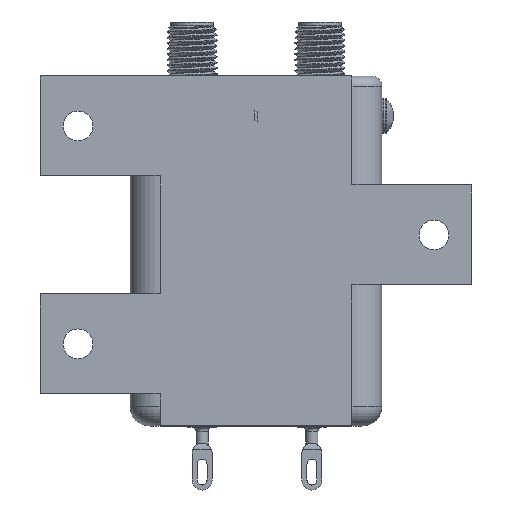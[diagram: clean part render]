
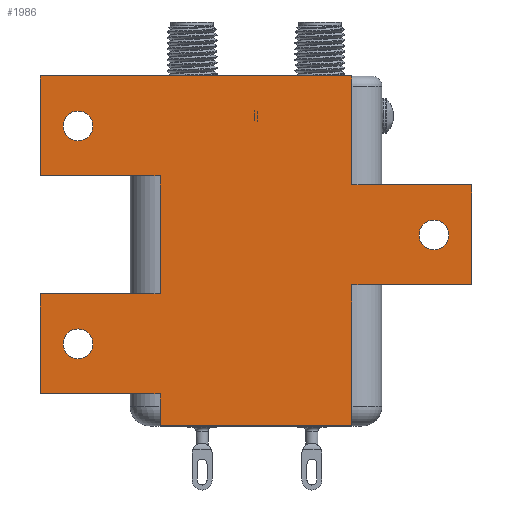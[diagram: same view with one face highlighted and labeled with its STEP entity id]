
A CAD part, front view. The second image highlights one B-rep face of the part: STEP entity #1986.
In plain terms, the highlighted planar face has unit normal (0, -1, 0).
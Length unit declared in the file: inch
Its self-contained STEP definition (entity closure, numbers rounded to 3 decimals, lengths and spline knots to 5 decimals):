
#179 = VERTEX_POINT ( 'NONE', #49477 ) ;
#477 = ORIENTED_EDGE ( 'NONE', *, *, #20052, .T. ) ;
#571 = EDGE_CURVE ( 'NONE', #31357, #19053, #12280, .T. ) ;
#838 = AXIS2_PLACEMENT_3D ( 'NONE', #10345, #11453, #28356 ) ;
#1986 = ADVANCED_FACE ( 'NONE', ( #45475, #24485, #7315, #2885 ), #37748, .T. ) ;
#2885 = FACE_BOUND ( 'NONE', #34769, .T. ) ;
#4268 = ORIENTED_EDGE ( 'NONE', *, *, #18679, .T. ) ;
#4558 = EDGE_CURVE ( 'NONE', #19053, #15933, #37184, .T. ) ;
#4642 = EDGE_CURVE ( 'NONE', #20996, #20996, #11052, .T. ) ;
#4771 = CARTESIAN_POINT ( 'NONE',  ( -0.89, -0.69, -1.34 ) ) ;
#5525 = DIRECTION ( 'NONE',  ( 0., -1., 0. ) ) ;
#5845 = DIRECTION ( 'NONE',  ( 0., 0., -1. ) ) ;
#6187 = LINE ( 'NONE', #48225, #22286 ) ;
#6535 = CARTESIAN_POINT ( 'NONE',  ( 0.48, -0.69, -0.545 ) ) ;
#6767 = ORIENTED_EDGE ( 'NONE', *, *, #4642, .F. ) ;
#7315 = FACE_BOUND ( 'NONE', #32736, .T. ) ;
#7824 = DIRECTION ( 'NONE',  ( 0., 0., -1. ) ) ;
#7838 = CARTESIAN_POINT ( 'NONE',  ( -1.08, -0.69, -1.59 ) ) ;
#7920 = ORIENTED_EDGE ( 'NONE', *, *, #18433, .T. ) ;
#9155 = DIRECTION ( 'NONE',  ( 0., 0., -1. ) ) ;
#10173 = ORIENTED_EDGE ( 'NONE', *, *, #38373, .T. ) ;
#10345 = CARTESIAN_POINT ( 'NONE',  ( 0.89, -0.69, -0.795 ) ) ;
#11052 = CIRCLE ( 'NONE', #18108, 0.0745 ) ;
#11184 = CIRCLE ( 'NONE', #28047, 0.0745 ) ;
#11453 = DIRECTION ( 'NONE',  ( 0., 1., 0. ) ) ;
#11553 = EDGE_CURVE ( 'NONE', #16836, #16836, #11184, .T. ) ;
#11633 = VERTEX_POINT ( 'NONE', #25657 ) ;
#11983 = DIRECTION ( 'NONE',  ( 1., 0., 0. ) ) ;
#12280 = LINE ( 'NONE', #7838, #42272 ) ;
#12296 = DIRECTION ( 'NONE',  ( 0., -1., 0. ) ) ;
#12393 = CARTESIAN_POINT ( 'NONE',  ( 1.08, -0.69, -0.545 ) ) ;
#12500 = CARTESIAN_POINT ( 'NONE',  ( -0.48, -0.69, 0. ) ) ;
#13923 = CARTESIAN_POINT ( 'NONE',  ( -0.48, -0.69, -1.75 ) ) ;
#15533 = AXIS2_PLACEMENT_3D ( 'NONE', #20051, #12296, #28920 ) ;
#15882 = CARTESIAN_POINT ( 'NONE',  ( 1.08, -0.69, -0.545 ) ) ;
#15933 = VERTEX_POINT ( 'NONE', #13923 ) ;
#16001 = CARTESIAN_POINT ( 'NONE',  ( 0.48, -0.69, -1.045 ) ) ;
#16262 = VERTEX_POINT ( 'NONE', #22453 ) ;
#16836 = VERTEX_POINT ( 'NONE', #21286 ) ;
#17773 = EDGE_LOOP ( 'NONE', ( #10173, #49591, #31506, #32399, #45485, #7920, #34286, #53926, #18932, #18782, #24458, #21780, #477, #42368 ) ) ;
#18108 = AXIS2_PLACEMENT_3D ( 'NONE', #4771, #18609, #5845 ) ;
#18433 = EDGE_CURVE ( 'NONE', #15933, #47758, #39145, .T. ) ;
#18609 = DIRECTION ( 'NONE',  ( 0., -1., 0. ) ) ;
#18679 = EDGE_CURVE ( 'NONE', #47499, #47499, #24712, .T. ) ;
#18782 = ORIENTED_EDGE ( 'NONE', *, *, #54520, .F. ) ;
#18932 = ORIENTED_EDGE ( 'NONE', *, *, #54575, .F. ) ;
#19053 = VERTEX_POINT ( 'NONE', #45589 ) ;
#19186 = DIRECTION ( 'NONE',  ( 1., 0., 0. ) ) ;
#19717 = LINE ( 'NONE', #37145, #32471 ) ;
#20051 = CARTESIAN_POINT ( 'NONE',  ( 0., -0.69, 0. ) ) ;
#20052 = EDGE_CURVE ( 'NONE', #38256, #52037, #33525, .T. ) ;
#20234 = VECTOR ( 'NONE', #38882, 39.37008 ) ;
#20538 = CARTESIAN_POINT ( 'NONE',  ( -1.08, -0.69, 0. ) ) ;
#20589 = CARTESIAN_POINT ( 'NONE',  ( 1.08, -0.69, -0.545 ) ) ;
#20729 = DIRECTION ( 'NONE',  ( 0., 0., -1. ) ) ;
#20996 = VERTEX_POINT ( 'NONE', #42816 ) ;
#21006 = LINE ( 'NONE', #37863, #47688 ) ;
#21286 = CARTESIAN_POINT ( 'NONE',  ( -0.89, -0.69, -0.3245 ) ) ;
#21780 = ORIENTED_EDGE ( 'NONE', *, *, #43722, .T. ) ;
#22286 = VECTOR ( 'NONE', #23104, 39.37008 ) ;
#22453 = CARTESIAN_POINT ( 'NONE',  ( -0.48, -0.69, -0.5 ) ) ;
#22713 = CARTESIAN_POINT ( 'NONE',  ( -0.89, -0.69, -0.25 ) ) ;
#22823 = EDGE_CURVE ( 'NONE', #53938, #11633, #6187, .T. ) ;
#23104 = DIRECTION ( 'NONE',  ( 0., 0., 1. ) ) ;
#23183 = CARTESIAN_POINT ( 'NONE',  ( 0.89, -0.69, -0.8695 ) ) ;
#24458 = ORIENTED_EDGE ( 'NONE', *, *, #22823, .T. ) ;
#24485 = FACE_BOUND ( 'NONE', #27519, .T. ) ;
#24663 = LINE ( 'NONE', #53128, #35505 ) ;
#24712 = CIRCLE ( 'NONE', #838, 0.0745 ) ;
#25512 = DIRECTION ( 'NONE',  ( 0., 0., -1. ) ) ;
#25657 = CARTESIAN_POINT ( 'NONE',  ( 0.48, -0.69, 0. ) ) ;
#26641 = VECTOR ( 'NONE', #11983, 39.37008 ) ;
#27519 = EDGE_LOOP ( 'NONE', ( #6767 ) ) ;
#27589 = VERTEX_POINT ( 'NONE', #52960 ) ;
#28047 = AXIS2_PLACEMENT_3D ( 'NONE', #22713, #5525, #39553 ) ;
#28356 = DIRECTION ( 'NONE',  ( 0., 0., -1. ) ) ;
#28385 = DIRECTION ( 'NONE',  ( -1., 0., 0. ) ) ;
#28920 = DIRECTION ( 'NONE',  ( 0., 0., -1. ) ) ;
#29116 = VECTOR ( 'NONE', #28385, 39.37008 ) ;
#29320 = CARTESIAN_POINT ( 'NONE',  ( -1.08, -0.69, -1.09 ) ) ;
#29725 = DIRECTION ( 'NONE',  ( 1., 0., 0. ) ) ;
#29991 = DIRECTION ( 'NONE',  ( 0., 0., -1. ) ) ;
#30834 = CARTESIAN_POINT ( 'NONE',  ( -0.48, -0.69, -1.09 ) ) ;
#30865 = CARTESIAN_POINT ( 'NONE',  ( -0.48, -0.69, -1.75 ) ) ;
#31357 = VERTEX_POINT ( 'NONE', #54547 ) ;
#31506 = ORIENTED_EDGE ( 'NONE', *, *, #35442, .T. ) ;
#32399 = ORIENTED_EDGE ( 'NONE', *, *, #571, .T. ) ;
#32471 = VECTOR ( 'NONE', #32996, 39.37008 ) ;
#32522 = CARTESIAN_POINT ( 'NONE',  ( -1.08, -0.69, -1.09 ) ) ;
#32662 = VECTOR ( 'NONE', #20729, 39.37008 ) ;
#32685 = VECTOR ( 'NONE', #25512, 39.37008 ) ;
#32736 = EDGE_LOOP ( 'NONE', ( #4268 ) ) ;
#32813 = ORIENTED_EDGE ( 'NONE', *, *, #11553, .F. ) ;
#32996 = DIRECTION ( 'NONE',  ( -1., 0., 0. ) ) ;
#33525 = LINE ( 'NONE', #20538, #32685 ) ;
#34262 = LINE ( 'NONE', #29320, #32662 ) ;
#34286 = ORIENTED_EDGE ( 'NONE', *, *, #53305, .T. ) ;
#34769 = EDGE_LOOP ( 'NONE', ( #32813 ) ) ;
#35442 = EDGE_CURVE ( 'NONE', #179, #31357, #34262, .T. ) ;
#35505 = VECTOR ( 'NONE', #40693, 39.37008 ) ;
#35795 = LINE ( 'NONE', #49509, #41610 ) ;
#36375 = EDGE_CURVE ( 'NONE', #27589, #47364, #21006, .T. ) ;
#36665 = LINE ( 'NONE', #32522, #29116 ) ;
#37145 = CARTESIAN_POINT ( 'NONE',  ( -1.08, -0.69, 0. ) ) ;
#37184 = LINE ( 'NONE', #46005, #38438 ) ;
#37748 = PLANE ( 'NONE',  #15533 ) ;
#37863 = CARTESIAN_POINT ( 'NONE',  ( 1.08, -0.69, -1.045 ) ) ;
#38256 = VERTEX_POINT ( 'NONE', #48746 ) ;
#38373 = EDGE_CURVE ( 'NONE', #16262, #42739, #51190, .T. ) ;
#38438 = VECTOR ( 'NONE', #29991, 39.37008 ) ;
#38882 = DIRECTION ( 'NONE',  ( 1., 0., 0. ) ) ;
#39065 = EDGE_CURVE ( 'NONE', #42739, #179, #36665, .T. ) ;
#39145 = LINE ( 'NONE', #30865, #20234 ) ;
#39553 = DIRECTION ( 'NONE',  ( 0., 0., -1. ) ) ;
#39942 = VERTEX_POINT ( 'NONE', #12393 ) ;
#40693 = DIRECTION ( 'NONE',  ( 0., 0., 1. ) ) ;
#41610 = VECTOR ( 'NONE', #19186, 39.37008 ) ;
#42272 = VECTOR ( 'NONE', #29725, 39.37008 ) ;
#42368 = ORIENTED_EDGE ( 'NONE', *, *, #51524, .T. ) ;
#42530 = CARTESIAN_POINT ( 'NONE',  ( -1.08, -0.69, -0.5 ) ) ;
#42739 = VERTEX_POINT ( 'NONE', #30834 ) ;
#42816 = CARTESIAN_POINT ( 'NONE',  ( -0.89, -0.69, -1.4145 ) ) ;
#43722 = EDGE_CURVE ( 'NONE', #11633, #38256, #19717, .T. ) ;
#45045 = CARTESIAN_POINT ( 'NONE',  ( 0.48, -0.69, -1.75 ) ) ;
#45446 = LINE ( 'NONE', #20589, #26641 ) ;
#45475 = FACE_OUTER_BOUND ( 'NONE', #17773, .T. ) ;
#45485 = ORIENTED_EDGE ( 'NONE', *, *, #4558, .T. ) ;
#45589 = CARTESIAN_POINT ( 'NONE',  ( -0.48, -0.69, -1.59 ) ) ;
#45862 = VECTOR ( 'NONE', #9155, 39.37008 ) ;
#46005 = CARTESIAN_POINT ( 'NONE',  ( -0.48, -0.69, 0. ) ) ;
#47364 = VERTEX_POINT ( 'NONE', #16001 ) ;
#47499 = VERTEX_POINT ( 'NONE', #23183 ) ;
#47688 = VECTOR ( 'NONE', #51099, 39.37008 ) ;
#47758 = VERTEX_POINT ( 'NONE', #45045 ) ;
#48225 = CARTESIAN_POINT ( 'NONE',  ( 0.48, -0.69, 0. ) ) ;
#48746 = CARTESIAN_POINT ( 'NONE',  ( -1.08, -0.69, 0. ) ) ;
#49477 = CARTESIAN_POINT ( 'NONE',  ( -1.08, -0.69, -1.09 ) ) ;
#49509 = CARTESIAN_POINT ( 'NONE',  ( -1.08, -0.69, -0.5 ) ) ;
#49591 = ORIENTED_EDGE ( 'NONE', *, *, #39065, .T. ) ;
#51099 = DIRECTION ( 'NONE',  ( -1., 0., 0. ) ) ;
#51190 = LINE ( 'NONE', #12500, #45862 ) ;
#51524 = EDGE_CURVE ( 'NONE', #52037, #16262, #35795, .T. ) ;
#52037 = VERTEX_POINT ( 'NONE', #42530 ) ;
#52960 = CARTESIAN_POINT ( 'NONE',  ( 1.08, -0.69, -1.045 ) ) ;
#53128 = CARTESIAN_POINT ( 'NONE',  ( 0.48, -0.69, 0. ) ) ;
#53305 = EDGE_CURVE ( 'NONE', #47758, #47364, #24663, .T. ) ;
#53926 = ORIENTED_EDGE ( 'NONE', *, *, #36375, .F. ) ;
#53938 = VERTEX_POINT ( 'NONE', #6535 ) ;
#53966 = VECTOR ( 'NONE', #7824, 39.37008 ) ;
#54033 = LINE ( 'NONE', #15882, #53966 ) ;
#54520 = EDGE_CURVE ( 'NONE', #53938, #39942, #45446, .T. ) ;
#54547 = CARTESIAN_POINT ( 'NONE',  ( -1.08, -0.69, -1.59 ) ) ;
#54575 = EDGE_CURVE ( 'NONE', #39942, #27589, #54033, .T. ) ;
